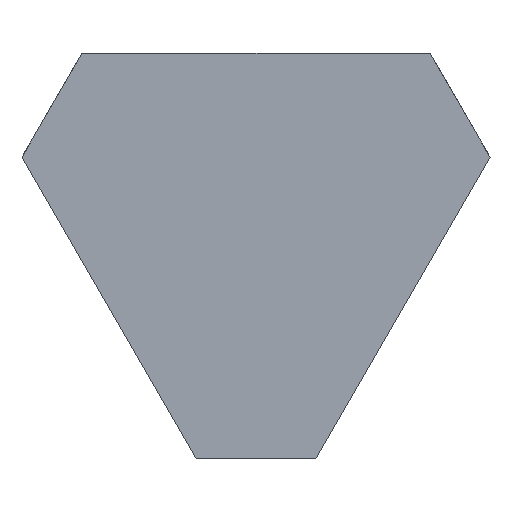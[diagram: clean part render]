
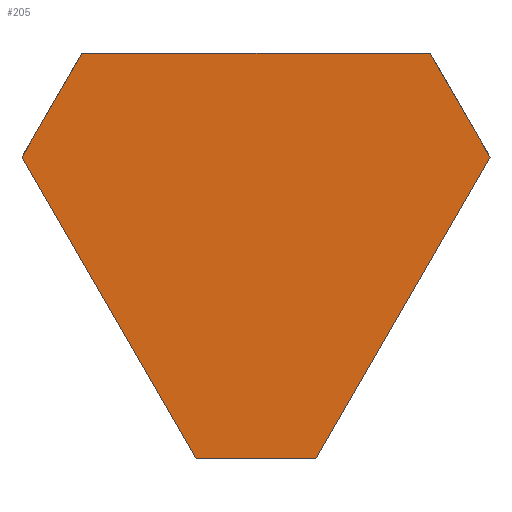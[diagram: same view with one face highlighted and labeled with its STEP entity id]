
A CAD part, front view. The second image highlights one B-rep face of the part: STEP entity #205.
In plain terms, the highlighted planar face has unit normal (0, -1, 0).
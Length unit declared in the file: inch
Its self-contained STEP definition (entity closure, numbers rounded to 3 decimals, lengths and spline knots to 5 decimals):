
#3 = CARTESIAN_POINT ( 'NONE',  ( 0., 0., 0. ) ) ;
#17 = EDGE_CURVE ( 'NONE', #689, #541, #765, .T. ) ;
#47 = CARTESIAN_POINT ( 'NONE',  ( 5.85955, 0., 1.65096 ) ) ;
#50 = ORIENTED_EDGE ( 'NONE', *, *, #537, .F. ) ;
#59 = LINE ( 'NONE', #61, #772 ) ;
#61 = CARTESIAN_POINT ( 'NONE',  ( -5.85955, 0., 1.65096 ) ) ;
#76 = DIRECTION ( 'NONE',  ( 0., 1., 0. ) ) ;
#83 = EDGE_CURVE ( 'NONE', #321, #689, #59, .T. ) ;
#107 = ORIENTED_EDGE ( 'NONE', *, *, #17, .F. ) ;
#119 = ORIENTED_EDGE ( 'NONE', *, *, #252, .F. ) ;
#142 = DIRECTION ( 'NONE',  ( -1., 0., 0. ) ) ;
#193 = EDGE_CURVE ( 'NONE', #298, #757, #850, .T. ) ;
#205 = ADVANCED_FACE ( 'NONE', ( #256 ), #786, .F. ) ;
#230 = CARTESIAN_POINT ( 'NONE',  ( 1.5, 0., -5.9 ) ) ;
#252 = EDGE_CURVE ( 'NONE', #541, #334, #655, .T. ) ;
#255 = LINE ( 'NONE', #47, #684 ) ;
#256 = FACE_OUTER_BOUND ( 'NONE', #841, .T. ) ;
#285 = AXIS2_PLACEMENT_3D ( 'NONE', #3, #76, #649 ) ;
#288 = CARTESIAN_POINT ( 'NONE',  ( -1.5, 0., -5.9 ) ) ;
#298 = VERTEX_POINT ( 'NONE', #230 ) ;
#318 = DIRECTION ( 'NONE',  ( -0.5, 0., -0.866 ) ) ;
#321 = VERTEX_POINT ( 'NONE', #338 ) ;
#334 = VERTEX_POINT ( 'NONE', #717 ) ;
#338 = CARTESIAN_POINT ( 'NONE',  ( -5.85955, 0., 1.65096 ) ) ;
#339 = CARTESIAN_POINT ( 'NONE',  ( -1.5, 0., -5.9 ) ) ;
#420 = CARTESIAN_POINT ( 'NONE',  ( 4.35955, 0., 4.24904 ) ) ;
#440 = VECTOR ( 'NONE', #696, 39.37008 ) ;
#449 = VECTOR ( 'NONE', #785, 39.37008 ) ;
#453 = VECTOR ( 'NONE', #142, 39.37008 ) ;
#498 = CARTESIAN_POINT ( 'NONE',  ( 1.5, 0., -5.9 ) ) ;
#537 = EDGE_CURVE ( 'NONE', #334, #298, #255, .T. ) ;
#541 = VERTEX_POINT ( 'NONE', #758 ) ;
#557 = DIRECTION ( 'NONE',  ( 0.5, 0., 0.866 ) ) ;
#593 = ORIENTED_EDGE ( 'NONE', *, *, #872, .F. ) ;
#624 = LINE ( 'NONE', #288, #449 ) ;
#631 = CARTESIAN_POINT ( 'NONE',  ( -4.35955, 0., 4.24904 ) ) ;
#649 = DIRECTION ( 'NONE',  ( 0., 0., 1. ) ) ;
#655 = LINE ( 'NONE', #420, #814 ) ;
#684 = VECTOR ( 'NONE', #318, 39.37008 ) ;
#689 = VERTEX_POINT ( 'NONE', #704 ) ;
#696 = DIRECTION ( 'NONE',  ( 1., 0., 0. ) ) ;
#704 = CARTESIAN_POINT ( 'NONE',  ( -4.35955, 0., 4.24904 ) ) ;
#717 = CARTESIAN_POINT ( 'NONE',  ( 5.85955, 0., 1.65096 ) ) ;
#724 = DIRECTION ( 'NONE',  ( 0.5, 0., -0.866 ) ) ;
#757 = VERTEX_POINT ( 'NONE', #339 ) ;
#758 = CARTESIAN_POINT ( 'NONE',  ( 4.35955, 0., 4.24904 ) ) ;
#765 = LINE ( 'NONE', #631, #440 ) ;
#772 = VECTOR ( 'NONE', #557, 39.37008 ) ;
#785 = DIRECTION ( 'NONE',  ( -0.5, 0., 0.866 ) ) ;
#786 = PLANE ( 'NONE',  #285 ) ;
#814 = VECTOR ( 'NONE', #724, 39.37008 ) ;
#841 = EDGE_LOOP ( 'NONE', ( #593, #866, #50, #119, #107, #865 ) ) ;
#850 = LINE ( 'NONE', #498, #453 ) ;
#865 = ORIENTED_EDGE ( 'NONE', *, *, #83, .F. ) ;
#866 = ORIENTED_EDGE ( 'NONE', *, *, #193, .F. ) ;
#872 = EDGE_CURVE ( 'NONE', #757, #321, #624, .T. ) ;
